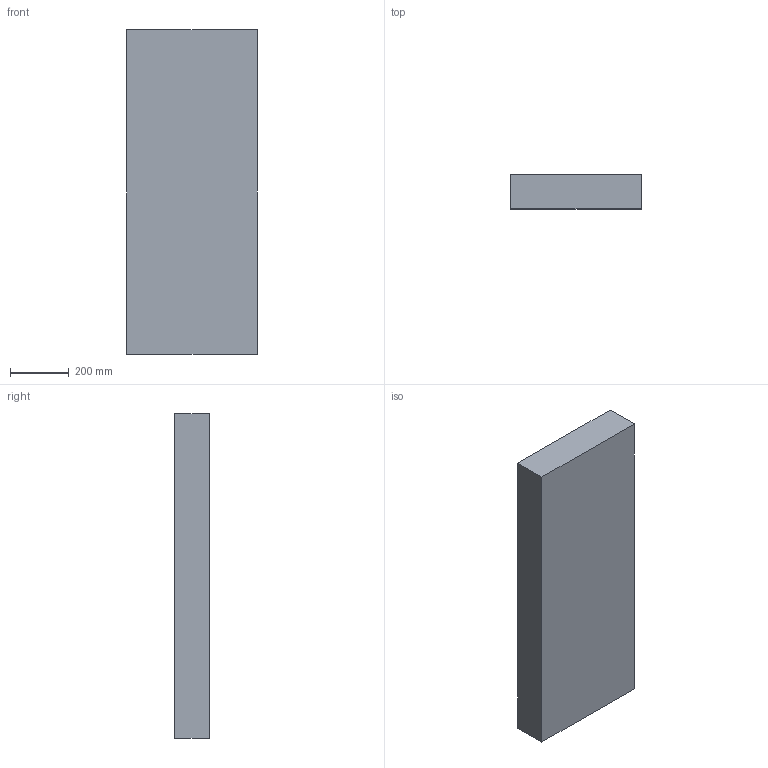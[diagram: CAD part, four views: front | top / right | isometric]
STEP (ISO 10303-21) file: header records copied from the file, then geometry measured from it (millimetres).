
FILE_DESCRIPTION (( 'STEP AP203' ), '1' );
FILE_NAME ('侳緱鴇 鋋緪懤艜 D112.STEP', '2021-12-01T19:15:47', ( '' ), ( '' ), 'SwSTEP 2.0', 'SolidWorks 2021', '' );
FILE_SCHEMA (( 'CONFIG_CONTROL_DESIGN' ));
Length unit declared in the file: millimetre
Products named in the file (1): 侳緱鴇 鋋緪懤艜 D112
Bounding box: 444 x 116 x 1106 mm (x, y, z)
Volume: 44072224 mm3; surface area: 1664848 mm2
Topology: 1 solids, 1 shells, 59 faces, 168 edges, 112 vertices
Faces by surface type: plane 59
Entity records: 1959 total; most frequent: CARTESIAN_POINT 340, ORIENTED_EDGE 336, DIRECTION 288, EDGE_CURVE 168, LINE 168, VECTOR 168, VERTEX_POINT 112, AXIS2_PLACEMENT_3D 60
